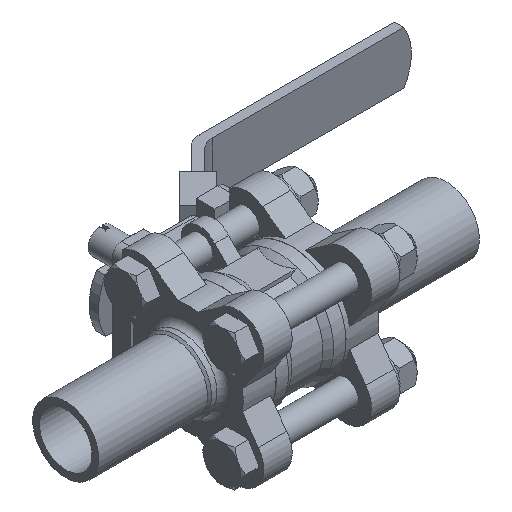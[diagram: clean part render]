
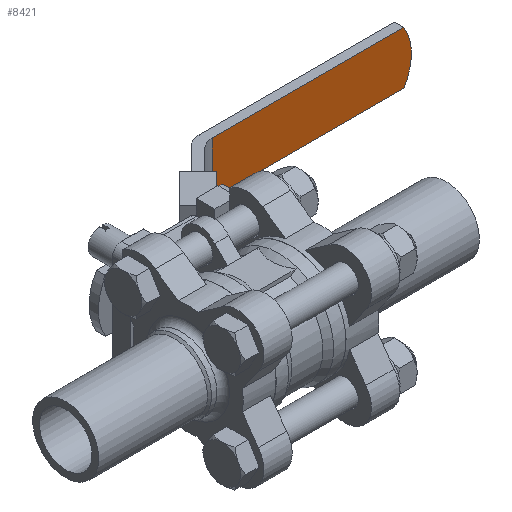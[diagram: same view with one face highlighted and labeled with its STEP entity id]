
A CAD part, isometric view. The second image highlights one B-rep face of the part: STEP entity #8421.
In plain terms, the highlighted planar face has unit normal (0, -1, 0).
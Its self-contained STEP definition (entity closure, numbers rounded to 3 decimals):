
#575=CIRCLE('',#8983,16.);
#938=LINE('',#13299,#1380);
#939=LINE('',#13304,#1381);
#940=LINE('',#13306,#1382);
#1380=VECTOR('',#10066,1000.);
#1381=VECTOR('',#10069,1000.);
#1382=VECTOR('',#10070,1000.);
#2274=ORIENTED_EDGE('',*,*,#4652,.T.);
#2275=ORIENTED_EDGE('',*,*,#4653,.F.);
#2276=ORIENTED_EDGE('',*,*,#4654,.F.);
#2277=ORIENTED_EDGE('',*,*,#4655,.F.);
#4652=EDGE_CURVE('',#5884,#5885,#938,.T.);
#4653=EDGE_CURVE('',#5886,#5885,#575,.T.);
#4654=EDGE_CURVE('',#5887,#5886,#939,.T.);
#4655=EDGE_CURVE('',#5884,#5887,#940,.T.);
#5884=VERTEX_POINT('',#13300);
#5885=VERTEX_POINT('',#13301);
#5886=VERTEX_POINT('',#13303);
#5887=VERTEX_POINT('',#13305);
#7147=EDGE_LOOP('',(#2274,#2275,#2276,#2277));
#7700=FACE_BOUND('',#7147,.T.);
#8145=PLANE('',#8982);
#8421=ADVANCED_FACE('',(#7700),#8145,.T.);
#8982=AXIS2_PLACEMENT_3D('',#13298,#10064,#10065);
#8983=AXIS2_PLACEMENT_3D('',#13302,#10067,#10068);
#10064=DIRECTION('',(0.,-1.,0.));
#10065=DIRECTION('',(1.,0.,0.));
#10066=DIRECTION('',(1.,0.,0.));
#10067=DIRECTION('',(0.,1.,0.));
#10068=DIRECTION('',(1.,0.,0.));
#10069=DIRECTION('',(1.,0.,0.));
#10070=DIRECTION('',(0.,0.,1.));
#13298=CARTESIAN_POINT('',(37.978,52.,-8.5));
#13299=CARTESIAN_POINT('',(37.978,52.,-8.5));
#13300=CARTESIAN_POINT('',(37.978,52.,-8.5));
#13301=CARTESIAN_POINT('',(99.555,52.,-8.5));
#13302=CARTESIAN_POINT('',(86.,52.,0.));
#13303=CARTESIAN_POINT('',(99.555,52.,8.5));
#13304=CARTESIAN_POINT('',(37.978,52.,8.5));
#13305=CARTESIAN_POINT('',(37.978,52.,8.5));
#13306=CARTESIAN_POINT('',(37.978,52.,-8.5));
